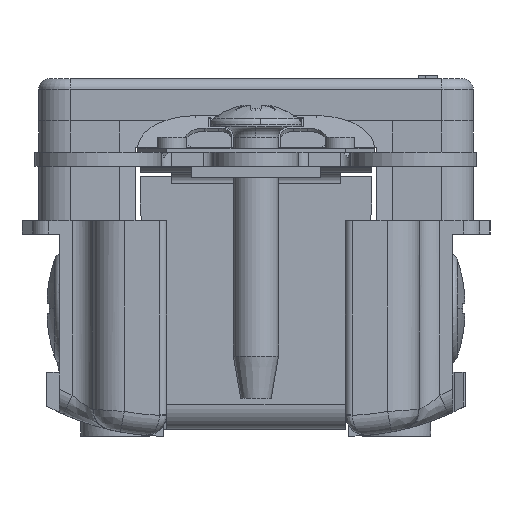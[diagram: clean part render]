
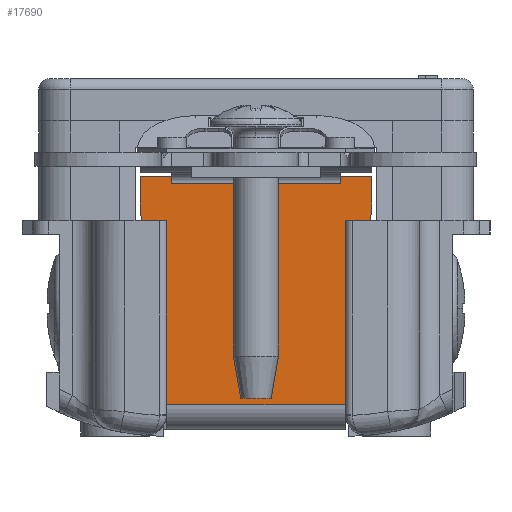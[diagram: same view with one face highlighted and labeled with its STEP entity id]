
A CAD part, front view. The second image highlights one B-rep face of the part: STEP entity #17690.
In plain terms, the highlighted planar face has unit normal (0, -1, 0).
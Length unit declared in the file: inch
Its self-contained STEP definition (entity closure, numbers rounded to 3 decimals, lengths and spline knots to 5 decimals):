
#14 = LINE ( 'NONE', #56150, #38312 ) ;
#464 = DIRECTION ( 'NONE',  ( 0., 0., -1. ) ) ;
#517 = VECTOR ( 'NONE', #51551, 39.37008 ) ;
#692 = VERTEX_POINT ( 'NONE', #48535 ) ;
#1584 = ORIENTED_EDGE ( 'NONE', *, *, #19383, .T. ) ;
#2212 = VECTOR ( 'NONE', #49200, 39.37008 ) ;
#2278 = VERTEX_POINT ( 'NONE', #40242 ) ;
#2405 = VECTOR ( 'NONE', #53523, 39.37008 ) ;
#3074 = CARTESIAN_POINT ( 'NONE',  ( -0.2655, -1.062, -0.587 ) ) ;
#3938 = AXIS2_PLACEMENT_3D ( 'NONE', #22483, #41188, #55634 ) ;
#6014 = CIRCLE ( 'NONE', #42210, 0.344 ) ;
#6717 = VECTOR ( 'NONE', #42452, 39.37008 ) ;
#7176 = CARTESIAN_POINT ( 'NONE',  ( 0.3435, -1.062, -0.36887 ) ) ;
#7316 = ORIENTED_EDGE ( 'NONE', *, *, #39494, .F. ) ;
#7407 = VECTOR ( 'NONE', #33513, 39.37008 ) ;
#7773 = VECTOR ( 'NONE', #34942, 39.37008 ) ;
#8157 = EDGE_CURVE ( 'NONE', #55299, #10182, #29493, .T. ) ;
#9003 = VERTEX_POINT ( 'NONE', #25161 ) ;
#10182 = VERTEX_POINT ( 'NONE', #44494 ) ;
#11436 = EDGE_CURVE ( 'NONE', #44422, #44861, #48880, .T. ) ;
#11937 = DIRECTION ( 'NONE',  ( 0., 0., 1. ) ) ;
#12479 = DIRECTION ( 'NONE',  ( 1., 0., 0. ) ) ;
#12646 = VERTEX_POINT ( 'NONE', #22714 ) ;
#13722 = EDGE_CURVE ( 'NONE', #12646, #692, #38455, .T. ) ;
#13897 = EDGE_CURVE ( 'NONE', #38226, #12646, #23575, .T. ) ;
#14572 = ORIENTED_EDGE ( 'NONE', *, *, #13897, .F. ) ;
#15154 = LINE ( 'NONE', #42760, #6717 ) ;
#15829 = CARTESIAN_POINT ( 'NONE',  ( -0.0005, -1.062, -0.36887 ) ) ;
#16314 = CARTESIAN_POINT ( 'NONE',  ( 0.2655, -1.062, -0.267 ) ) ;
#16834 = VECTOR ( 'NONE', #23716, 39.37008 ) ;
#17690 = ADVANCED_FACE ( 'NONE', ( #54249 ), #41260, .F. ) ;
#17883 = LINE ( 'NONE', #43656, #46995 ) ;
#18339 = ORIENTED_EDGE ( 'NONE', *, *, #45581, .F. ) ;
#18375 = CARTESIAN_POINT ( 'NONE',  ( -0.3435, -1.062, -0.277 ) ) ;
#19260 = AXIS2_PLACEMENT_3D ( 'NONE', #36581, #58903, #11937 ) ;
#19383 = EDGE_CURVE ( 'NONE', #9003, #29844, #17883, .T. ) ;
#19449 = CARTESIAN_POINT ( 'NONE',  ( -0.3435, -1.062, -0.277 ) ) ;
#21029 = DIRECTION ( 'NONE',  ( 0., 0., 1. ) ) ;
#22483 = CARTESIAN_POINT ( 'NONE',  ( 0.0005, -1.062, -0.36887 ) ) ;
#22669 = DIRECTION ( 'NONE',  ( 0., 0., -1. ) ) ;
#22714 = CARTESIAN_POINT ( 'NONE',  ( -0.3435, -1.062, -0.277 ) ) ;
#22747 = ORIENTED_EDGE ( 'NONE', *, *, #8157, .T. ) ;
#22792 = EDGE_CURVE ( 'NONE', #48053, #44122, #14, .T. ) ;
#22832 = LINE ( 'NONE', #47074, #16834 ) ;
#23575 = LINE ( 'NONE', #18375, #517 ) ;
#23716 = DIRECTION ( 'NONE',  ( 0., 0., -1. ) ) ;
#24411 = ORIENTED_EDGE ( 'NONE', *, *, #48440, .T. ) ;
#24726 = ORIENTED_EDGE ( 'NONE', *, *, #43704, .T. ) ;
#25161 = CARTESIAN_POINT ( 'NONE',  ( 0.25, -1.062, -0.277 ) ) ;
#27154 = CARTESIAN_POINT ( 'NONE',  ( 0.3435, -1.062, -0.277 ) ) ;
#27560 = EDGE_CURVE ( 'NONE', #2278, #29844, #50809, .T. ) ;
#28030 = VECTOR ( 'NONE', #12479, 39.37008 ) ;
#29493 = LINE ( 'NONE', #16314, #7773 ) ;
#29844 = VERTEX_POINT ( 'NONE', #39757 ) ;
#30932 = CARTESIAN_POINT ( 'NONE',  ( -0.3435, -1.062, -0.36887 ) ) ;
#33513 = DIRECTION ( 'NONE',  ( 1., 0., 0. ) ) ;
#33656 = ORIENTED_EDGE ( 'NONE', *, *, #13722, .F. ) ;
#33662 = ORIENTED_EDGE ( 'NONE', *, *, #27560, .F. ) ;
#34754 = ORIENTED_EDGE ( 'NONE', *, *, #22792, .T. ) ;
#34942 = DIRECTION ( 'NONE',  ( 0., 0., 1. ) ) ;
#35726 = EDGE_CURVE ( 'NONE', #692, #2278, #22832, .T. ) ;
#36581 = CARTESIAN_POINT ( 'NONE',  ( 0., -1.062, -0.987 ) ) ;
#36930 = CARTESIAN_POINT ( 'NONE',  ( -0.2655, -1.062, -0.298 ) ) ;
#38226 = VERTEX_POINT ( 'NONE', #30932 ) ;
#38312 = VECTOR ( 'NONE', #22669, 39.37008 ) ;
#38455 = LINE ( 'NONE', #19449, #7407 ) ;
#39484 = CARTESIAN_POINT ( 'NONE',  ( 0.2655, -1.062, -0.956 ) ) ;
#39494 = EDGE_CURVE ( 'NONE', #9003, #44422, #15154, .T. ) ;
#39757 = CARTESIAN_POINT ( 'NONE',  ( 0.25, -1.062, -0.298 ) ) ;
#40242 = CARTESIAN_POINT ( 'NONE',  ( -0.25, -1.062, -0.298 ) ) ;
#41188 = DIRECTION ( 'NONE',  ( 0., -1., 0. ) ) ;
#41260 = PLANE ( 'NONE',  #19260 ) ;
#42210 = AXIS2_PLACEMENT_3D ( 'NONE', #15829, #53543, #21029 ) ;
#42452 = DIRECTION ( 'NONE',  ( 1., 0., 0. ) ) ;
#42760 = CARTESIAN_POINT ( 'NONE',  ( 0.3435, -1.062, -0.277 ) ) ;
#43656 = CARTESIAN_POINT ( 'NONE',  ( 0.25, -1.062, -0.587 ) ) ;
#43704 = EDGE_CURVE ( 'NONE', #10182, #44861, #6014, .T. ) ;
#44122 = VERTEX_POINT ( 'NONE', #58713 ) ;
#44422 = VERTEX_POINT ( 'NONE', #27154 ) ;
#44494 = CARTESIAN_POINT ( 'NONE',  ( 0.2655, -1.062, -0.587 ) ) ;
#44616 = CARTESIAN_POINT ( 'NONE',  ( 0.3435, -1.062, -0.277 ) ) ;
#44861 = VERTEX_POINT ( 'NONE', #7176 ) ;
#45581 = EDGE_CURVE ( 'NONE', #55299, #44122, #48602, .T. ) ;
#46995 = VECTOR ( 'NONE', #464, 39.37008 ) ;
#47074 = CARTESIAN_POINT ( 'NONE',  ( -0.25, -1.062, -0.587 ) ) ;
#47727 = ORIENTED_EDGE ( 'NONE', *, *, #11436, .F. ) ;
#48053 = VERTEX_POINT ( 'NONE', #3074 ) ;
#48440 = EDGE_CURVE ( 'NONE', #38226, #48053, #50915, .T. ) ;
#48535 = CARTESIAN_POINT ( 'NONE',  ( -0.25, -1.062, -0.277 ) ) ;
#48602 = LINE ( 'NONE', #58466, #2405 ) ;
#48880 = LINE ( 'NONE', #44616, #2212 ) ;
#49200 = DIRECTION ( 'NONE',  ( 0., 0., -1. ) ) ;
#50809 = LINE ( 'NONE', #36930, #28030 ) ;
#50915 = CIRCLE ( 'NONE', #3938, 0.344 ) ;
#51285 = EDGE_LOOP ( 'NONE', ( #14572, #24411, #34754, #18339, #22747, #24726, #47727, #7316, #1584, #33662, #56209, #33656 ) ) ;
#51551 = DIRECTION ( 'NONE',  ( 0., 0., 1. ) ) ;
#53523 = DIRECTION ( 'NONE',  ( -1., 0., 0. ) ) ;
#53543 = DIRECTION ( 'NONE',  ( 0., -1., 0. ) ) ;
#54249 = FACE_OUTER_BOUND ( 'NONE', #51285, .T. ) ;
#55299 = VERTEX_POINT ( 'NONE', #39484 ) ;
#55634 = DIRECTION ( 'NONE',  ( 0., 0., 1. ) ) ;
#56150 = CARTESIAN_POINT ( 'NONE',  ( -0.2655, -1.062, -0.987 ) ) ;
#56209 = ORIENTED_EDGE ( 'NONE', *, *, #35726, .F. ) ;
#58466 = CARTESIAN_POINT ( 'NONE',  ( 0., -1.062, -0.956 ) ) ;
#58713 = CARTESIAN_POINT ( 'NONE',  ( -0.2655, -1.062, -0.956 ) ) ;
#58903 = DIRECTION ( 'NONE',  ( 0., 1., 0. ) ) ;
